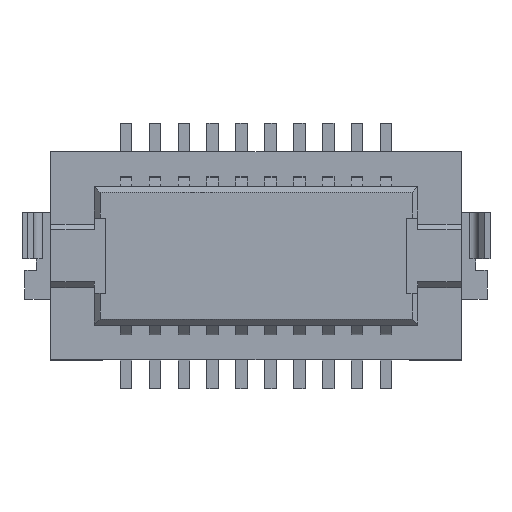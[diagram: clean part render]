
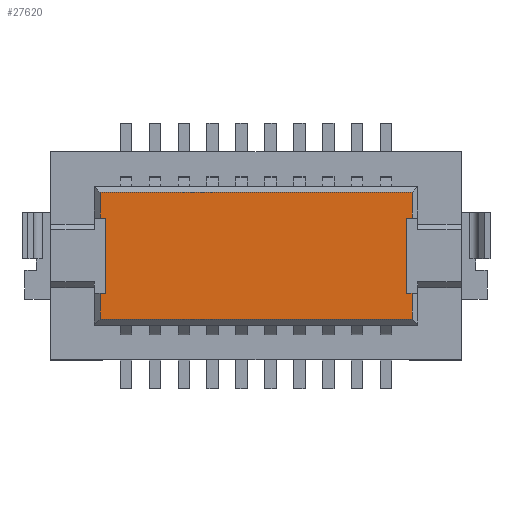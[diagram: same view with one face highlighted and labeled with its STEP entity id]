
A CAD part, top view. The second image highlights one B-rep face of the part: STEP entity #27620.
In plain terms, the highlighted planar face has unit normal (0, 0, 1).
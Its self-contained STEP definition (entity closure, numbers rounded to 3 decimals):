
#26390=CARTESIAN_POINT('',(2.15,2.6,2.7));
#26400=VERTEX_POINT('',#26390);
#26480=CARTESIAN_POINT('',(7.55,2.6,2.7));
#26490=VERTEX_POINT('',#26480);
#26520=CARTESIAN_POINT('',(2.15,2.6,2.7));
#26530=DIRECTION('',(1.,0.,0.));
#26540=VECTOR('',#26530,1.);
#26550=LINE('',#26520,#26540);
#26560=EDGE_CURVE('',#26400,#26490,#26550,.T.);
#26680=CARTESIAN_POINT('',(-0.622,0.333,2.7));
#26690=DIRECTION('',(0.,0.,1.));
#26700=DIRECTION('',(1.,0.,0.));
#26710=AXIS2_PLACEMENT_3D('',#26680,#26690,#26700);
#26720=PLANE('',#26710);
#26730=CARTESIAN_POINT('',(2.15,0.85,2.7));
#26740=DIRECTION('',(0.,-1.,0.));
#26750=VECTOR('',#26740,1.);
#26760=LINE('',#26730,#26750);
#26770=CARTESIAN_POINT('',(2.15,0.85,2.7));
#26780=VERTEX_POINT('',#26770);
#26790=CARTESIAN_POINT('',(2.15,0.4,2.7));
#26800=VERTEX_POINT('',#26790);
#26810=EDGE_CURVE('',#26780,#26800,#26760,.T.);
#26820=ORIENTED_EDGE('',*,*,#26810,.T.);
#26830=CARTESIAN_POINT('',(2.25,0.85,2.7));
#26840=DIRECTION('',(-1.,0.,0.));
#26850=VECTOR('',#26840,1.);
#26860=LINE('',#26830,#26850);
#26870=CARTESIAN_POINT('',(2.25,0.85,2.7));
#26880=VERTEX_POINT('',#26870);
#26890=EDGE_CURVE('',#26880,#26780,#26860,.T.);
#26900=ORIENTED_EDGE('',*,*,#26890,.T.);
#26910=CARTESIAN_POINT('',(2.25,2.15,2.7));
#26920=DIRECTION('',(0.,-1.,0.));
#26930=VECTOR('',#26920,1.);
#26940=LINE('',#26910,#26930);
#26950=CARTESIAN_POINT('',(2.25,2.15,2.7));
#26960=VERTEX_POINT('',#26950);
#26970=EDGE_CURVE('',#26960,#26880,#26940,.T.);
#26980=ORIENTED_EDGE('',*,*,#26970,.T.);
#26990=CARTESIAN_POINT('',(2.15,2.15,2.7));
#27000=DIRECTION('',(1.,0.,0.));
#27010=VECTOR('',#27000,1.);
#27020=LINE('',#26990,#27010);
#27030=CARTESIAN_POINT('',(2.15,2.15,2.7));
#27040=VERTEX_POINT('',#27030);
#27050=EDGE_CURVE('',#27040,#26960,#27020,.T.);
#27060=ORIENTED_EDGE('',*,*,#27050,.T.);
#27070=CARTESIAN_POINT('',(2.15,2.6,2.7));
#27080=DIRECTION('',(0.,-1.,0.));
#27090=VECTOR('',#27080,1.);
#27100=LINE('',#27070,#27090);
#27110=EDGE_CURVE('',#26400,#27040,#27100,.T.);
#27120=ORIENTED_EDGE('',*,*,#27110,.T.);
#27130=ORIENTED_EDGE('',*,*,#26560,.F.);
#27140=CARTESIAN_POINT('',(7.55,2.6,2.7));
#27150=DIRECTION('',(0.,-1.,0.));
#27160=VECTOR('',#27150,1.);
#27170=LINE('',#27140,#27160);
#27180=CARTESIAN_POINT('',(7.55,2.15,2.7));
#27190=VERTEX_POINT('',#27180);
#27200=EDGE_CURVE('',#26490,#27190,#27170,.T.);
#27210=ORIENTED_EDGE('',*,*,#27200,.F.);
#27220=CARTESIAN_POINT('',(7.55,2.15,2.7));
#27230=DIRECTION('',(-1.,0.,0.));
#27240=VECTOR('',#27230,1.);
#27250=LINE('',#27220,#27240);
#27260=CARTESIAN_POINT('',(7.45,2.15,2.7));
#27270=VERTEX_POINT('',#27260);
#27280=EDGE_CURVE('',#27190,#27270,#27250,.T.);
#27290=ORIENTED_EDGE('',*,*,#27280,.F.);
#27300=CARTESIAN_POINT('',(7.45,2.15,2.7));
#27310=DIRECTION('',(0.,-1.,0.));
#27320=VECTOR('',#27310,1.);
#27330=LINE('',#27300,#27320);
#27340=CARTESIAN_POINT('',(7.45,0.85,2.7));
#27350=VERTEX_POINT('',#27340);
#27360=EDGE_CURVE('',#27270,#27350,#27330,.T.);
#27370=ORIENTED_EDGE('',*,*,#27360,.F.);
#27380=CARTESIAN_POINT('',(7.45,0.85,2.7));
#27390=DIRECTION('',(1.,0.,0.));
#27400=VECTOR('',#27390,1.);
#27410=LINE('',#27380,#27400);
#27420=CARTESIAN_POINT('',(7.55,0.85,2.7));
#27430=VERTEX_POINT('',#27420);
#27440=EDGE_CURVE('',#27350,#27430,#27410,.T.);
#27450=ORIENTED_EDGE('',*,*,#27440,.F.);
#27460=CARTESIAN_POINT('',(7.55,0.85,2.7));
#27470=DIRECTION('',(0.,-1.,0.));
#27480=VECTOR('',#27470,1.);
#27490=LINE('',#27460,#27480);
#27500=CARTESIAN_POINT('',(7.55,0.4,2.7));
#27510=VERTEX_POINT('',#27500);
#27520=EDGE_CURVE('',#27430,#27510,#27490,.T.);
#27530=ORIENTED_EDGE('',*,*,#27520,.F.);
#27540=CARTESIAN_POINT('',(7.55,0.4,2.7));
#27550=DIRECTION('',(-1.,0.,0.));
#27560=VECTOR('',#27550,1.);
#27570=LINE('',#27540,#27560);
#27580=EDGE_CURVE('',#27510,#26800,#27570,.T.);
#27590=ORIENTED_EDGE('',*,*,#27580,.F.);
#27600=EDGE_LOOP('',(#27590,#27530,#27450,#27370,#27290,#27210,#27130,
#27120,#27060,#26980,#26900,#26820));
#27610=FACE_OUTER_BOUND('',#27600,.T.);
#27620=ADVANCED_FACE('',(#27610),#26720,.T.);
